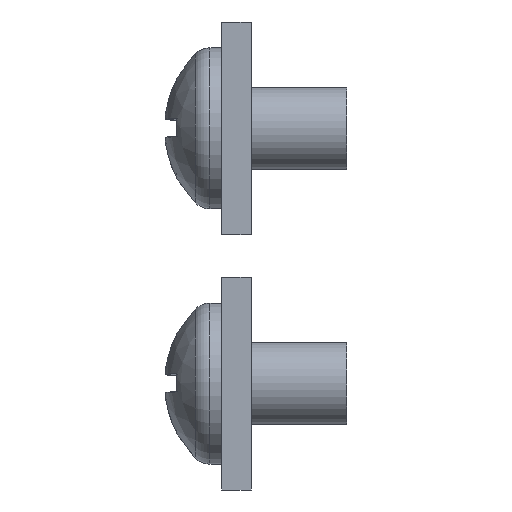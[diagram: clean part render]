
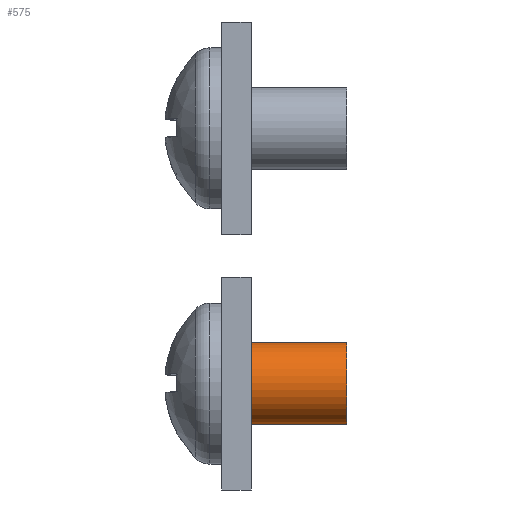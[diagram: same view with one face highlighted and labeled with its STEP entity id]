
A CAD part, left-side view. The second image highlights one B-rep face of the part: STEP entity #575.
In plain terms, the highlighted cylindrical face has radius 2.083 mm (diameter 4.166 mm), a full revolution.
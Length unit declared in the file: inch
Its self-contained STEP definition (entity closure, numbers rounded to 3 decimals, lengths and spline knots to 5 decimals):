
#149=CYLINDRICAL_SURFACE('',#616,0.082);
#153=FACE_BOUND('',#199,.T.);
#162=FACE_OUTER_BOUND('',#198,.T.);
#198=EDGE_LOOP('',(#406));
#199=EDGE_LOOP('',(#407));
#240=CIRCLE('',#614,0.082);
#242=CIRCLE('',#617,0.082);
#268=VERTEX_POINT('',#862);
#270=VERTEX_POINT('',#867);
#324=EDGE_CURVE('',#268,#268,#240,.T.);
#326=EDGE_CURVE('',#270,#270,#242,.T.);
#406=ORIENTED_EDGE('',*,*,#326,.T.);
#407=ORIENTED_EDGE('',*,*,#324,.F.);
#575=ADVANCED_FACE('',(#162,#153),#149,.T.);
#614=AXIS2_PLACEMENT_3D('',#863,#693,#694);
#616=AXIS2_PLACEMENT_3D('',#866,#697,#698);
#617=AXIS2_PLACEMENT_3D('',#868,#699,#700);
#693=DIRECTION('center_axis',(1.,0.,0.));
#694=DIRECTION('ref_axis',(0.,-1.,0.));
#697=DIRECTION('center_axis',(1.,0.,0.));
#698=DIRECTION('ref_axis',(0.,1.,0.));
#699=DIRECTION('center_axis',(1.,0.,0.));
#700=DIRECTION('ref_axis',(0.,1.,0.));
#862=CARTESIAN_POINT('',(0.25,0.082,0.));
#863=CARTESIAN_POINT('Origin',(0.25,0.,0.));
#866=CARTESIAN_POINT('Origin',(0.15972,0.,0.));
#867=CARTESIAN_POINT('',(0.,0.082,0.));
#868=CARTESIAN_POINT('Origin',(0.,0.,0.));
